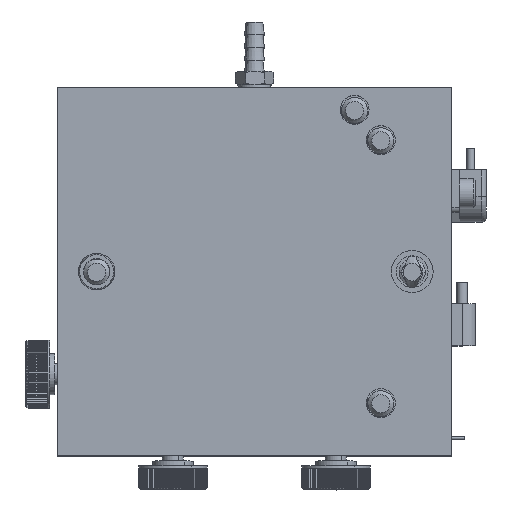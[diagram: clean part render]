
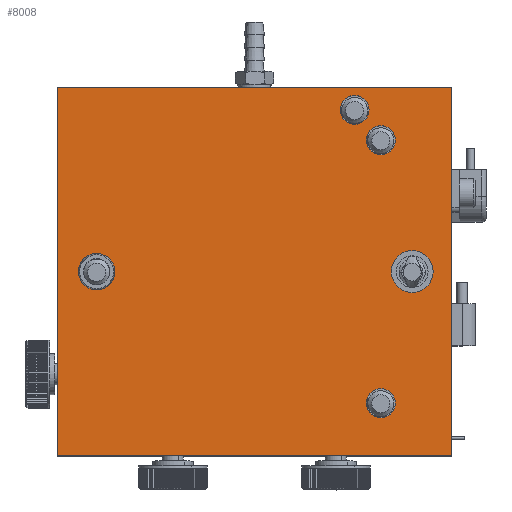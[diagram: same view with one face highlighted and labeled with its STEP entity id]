
A CAD part, top view. The second image highlights one B-rep face of the part: STEP entity #8008.
In plain terms, the highlighted face is planar.
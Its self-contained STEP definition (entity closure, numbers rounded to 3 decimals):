
#8008=ADVANCED_FACE('',(#11514,#11515,#11516,#11517,#11518,#11519),#8850,
 .F.);
#8850=PLANE('',#22526);
#9462=LINE('',#32110,#10499);
#9465=LINE('',#32118,#10502);
#9467=LINE('',#32122,#10504);
#9469=LINE('',#32130,#10506);
#10499=VECTOR('',#24996,1.);
#10502=VECTOR('',#25003,1.);
#10504=VECTOR('',#25007,1.);
#10506=VECTOR('',#25015,1.);
#11514=FACE_BOUND('',#11915,.T.);
#11515=FACE_BOUND('',#11916,.T.);
#11516=FACE_BOUND('',#11917,.T.);
#11517=FACE_BOUND('',#11918,.T.);
#11518=FACE_BOUND('',#11919,.T.);
#11519=FACE_BOUND('',#11920,.T.);
#11915=EDGE_LOOP('',(#13685));
#11916=EDGE_LOOP('',(#13686));
#11917=EDGE_LOOP('',(#13687));
#11918=EDGE_LOOP('',(#13688));
#11919=EDGE_LOOP('',(#13689));
#11920=EDGE_LOOP('',(#13690,#13691,#13692,#13693));
#13685=ORIENTED_EDGE('',*,*,#19384,.T.);
#13686=ORIENTED_EDGE('',*,*,#19385,.T.);
#13687=ORIENTED_EDGE('',*,*,#19386,.T.);
#13688=ORIENTED_EDGE('',*,*,#19387,.T.);
#13689=ORIENTED_EDGE('',*,*,#19388,.T.);
#13690=ORIENTED_EDGE('',*,*,#19373,.F.);
#13691=ORIENTED_EDGE('',*,*,#19383,.F.);
#13692=ORIENTED_EDGE('',*,*,#19379,.F.);
#13693=ORIENTED_EDGE('',*,*,#19377,.F.);
#17731=VERTEX_POINT('',#32111);
#17732=VERTEX_POINT('',#32112);
#17734=VERTEX_POINT('',#32119);
#17735=VERTEX_POINT('',#32123);
#17738=VERTEX_POINT('',#32133);
#17739=VERTEX_POINT('',#32135);
#17740=VERTEX_POINT('',#32137);
#17741=VERTEX_POINT('',#32139);
#17742=VERTEX_POINT('',#32141);
#19373=EDGE_CURVE('',#17731,#17732,#9462,.T.);
#19377=EDGE_CURVE('',#17732,#17734,#9465,.T.);
#19379=EDGE_CURVE('',#17734,#17735,#9467,.T.);
#19383=EDGE_CURVE('',#17735,#17731,#9469,.T.);
#19384=EDGE_CURVE('',#17738,#17738,#21390,.T.);
#19385=EDGE_CURVE('',#17739,#17739,#21391,.T.);
#19386=EDGE_CURVE('',#17740,#17740,#21392,.T.);
#19387=EDGE_CURVE('',#17741,#17741,#21393,.T.);
#19388=EDGE_CURVE('',#17742,#17742,#21394,.T.);
#21390=CIRCLE('',#22521,2.75);
#21391=CIRCLE('',#22522,2.75);
#21392=CIRCLE('',#22523,2.75);
#21393=CIRCLE('',#22524,3.488);
#21394=CIRCLE('',#22525,3.988);
#22521=AXIS2_PLACEMENT_3D('',#32132,#25018,#25019);
#22522=AXIS2_PLACEMENT_3D('',#32134,#25020,#25021);
#22523=AXIS2_PLACEMENT_3D('',#32136,#25022,#25023);
#22524=AXIS2_PLACEMENT_3D('',#32138,#25024,#25025);
#22525=AXIS2_PLACEMENT_3D('',#32140,#25026,#25027);
#22526=AXIS2_PLACEMENT_3D('',#32142,#25028,#25029);
#24996=DIRECTION('',(0.,-1.,0.));
#25003=DIRECTION('',(1.,0.,0.));
#25007=DIRECTION('',(0.,1.,0.));
#25015=DIRECTION('',(-1.,0.,0.));
#25018=DIRECTION('',(0.,0.,1.));
#25019=DIRECTION('',(1.,0.,0.));
#25020=DIRECTION('',(0.,0.,1.));
#25021=DIRECTION('',(1.,0.,0.));
#25022=DIRECTION('',(0.,0.,1.));
#25023=DIRECTION('',(1.,0.,0.));
#25024=DIRECTION('',(0.,0.,1.));
#25025=DIRECTION('',(1.,0.,0.));
#25026=DIRECTION('',(0.,0.,1.));
#25027=DIRECTION('',(1.,0.,0.));
#25028=DIRECTION('',(0.,0.,1.));
#25029=DIRECTION('',(1.,0.,0.));
#32110=CARTESIAN_POINT('',(0.,70.,0.));
#32111=CARTESIAN_POINT('',(0.,70.,0.));
#32112=CARTESIAN_POINT('',(0.,0.,0.));
#32118=CARTESIAN_POINT('',(0.,0.,0.));
#32119=CARTESIAN_POINT('',(75.,0.,0.));
#32122=CARTESIAN_POINT('',(75.,0.,0.));
#32123=CARTESIAN_POINT('',(75.,70.,0.));
#32130=CARTESIAN_POINT('',(75.,70.,0.));
#32132=CARTESIAN_POINT('',(61.55,60.,0.));
#32133=CARTESIAN_POINT('',(64.3,60.,0.));
#32134=CARTESIAN_POINT('',(61.55,10.,0.));
#32135=CARTESIAN_POINT('',(64.3,10.,0.));
#32136=CARTESIAN_POINT('',(56.55,4.25,0.));
#32137=CARTESIAN_POINT('',(59.3,4.25,0.));
#32138=CARTESIAN_POINT('',(7.5,35.,0.));
#32139=CARTESIAN_POINT('',(10.988,35.,0.));
#32140=CARTESIAN_POINT('',(67.5,35.,0.));
#32141=CARTESIAN_POINT('',(71.488,35.,0.));
#32142=CARTESIAN_POINT('',(0.,0.,0.));
